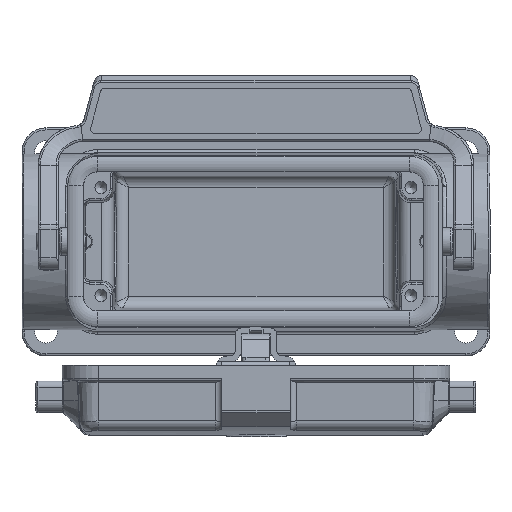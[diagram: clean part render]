
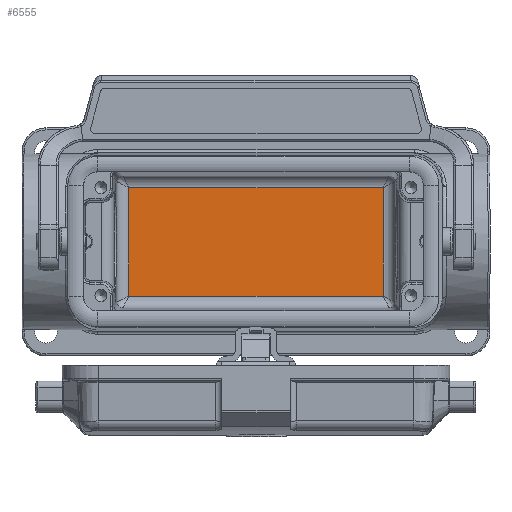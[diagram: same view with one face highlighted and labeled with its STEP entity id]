
A CAD part, top view. The second image highlights one B-rep face of the part: STEP entity #6555.
In plain terms, the highlighted planar face has unit normal (0, 0, 1).
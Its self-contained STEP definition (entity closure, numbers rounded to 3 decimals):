
#6555=ADVANCED_FACE('',(#7992),#7431,.F.);
#7431=PLANE('',#26703);
#7992=FACE_OUTER_BOUND('',#8932,.T.);
#8932=EDGE_LOOP('',(#11179,#11180,#11181,#11182));
#11179=ORIENTED_EDGE('',*,*,#17288,.T.);
#11180=ORIENTED_EDGE('',*,*,#17289,.T.);
#11181=ORIENTED_EDGE('',*,*,#17290,.T.);
#11182=ORIENTED_EDGE('',*,*,#17291,.T.);
#15407=VERTEX_POINT('',#38292);
#15408=VERTEX_POINT('',#38293);
#15409=VERTEX_POINT('',#38295);
#15410=VERTEX_POINT('',#38297);
#17288=EDGE_CURVE('',#15407,#15408,#21770,.T.);
#17289=EDGE_CURVE('',#15408,#15409,#21771,.T.);
#17290=EDGE_CURVE('',#15409,#15410,#21772,.T.);
#17291=EDGE_CURVE('',#15410,#15407,#21773,.T.);
#21770=LINE('',#38291,#23288);
#21771=LINE('',#38294,#23289);
#21772=LINE('',#38296,#23290);
#21773=LINE('',#38298,#23291);
#23288=VECTOR('',#29495,1.);
#23289=VECTOR('',#29496,1.);
#23290=VECTOR('',#29497,1.);
#23291=VECTOR('',#29498,1.);
#26703=AXIS2_PLACEMENT_3D('',#38299,#29499,#29500);
#29495=DIRECTION('',(1.,0.,0.));
#29496=DIRECTION('',(0.,1.,0.));
#29497=DIRECTION('',(-1.,0.,0.));
#29498=DIRECTION('',(0.,-1.,0.));
#29499=DIRECTION('',(0.,0.,-1.));
#29500=DIRECTION('',(-1.,0.,0.));
#38291=CARTESIAN_POINT('',(34.75,-13.567,-65.25));
#38292=CARTESIAN_POINT('',(-31.804,-13.567,-65.25));
#38293=CARTESIAN_POINT('',(31.804,-13.567,-65.25));
#38294=CARTESIAN_POINT('',(31.804,15.,-65.25));
#38295=CARTESIAN_POINT('',(31.804,13.567,-65.25));
#38296=CARTESIAN_POINT('',(34.75,13.567,-65.25));
#38297=CARTESIAN_POINT('',(-31.804,13.567,-65.25));
#38298=CARTESIAN_POINT('',(-31.804,-15.,-65.25));
#38299=CARTESIAN_POINT('',(34.75,-17.75,-65.25));
